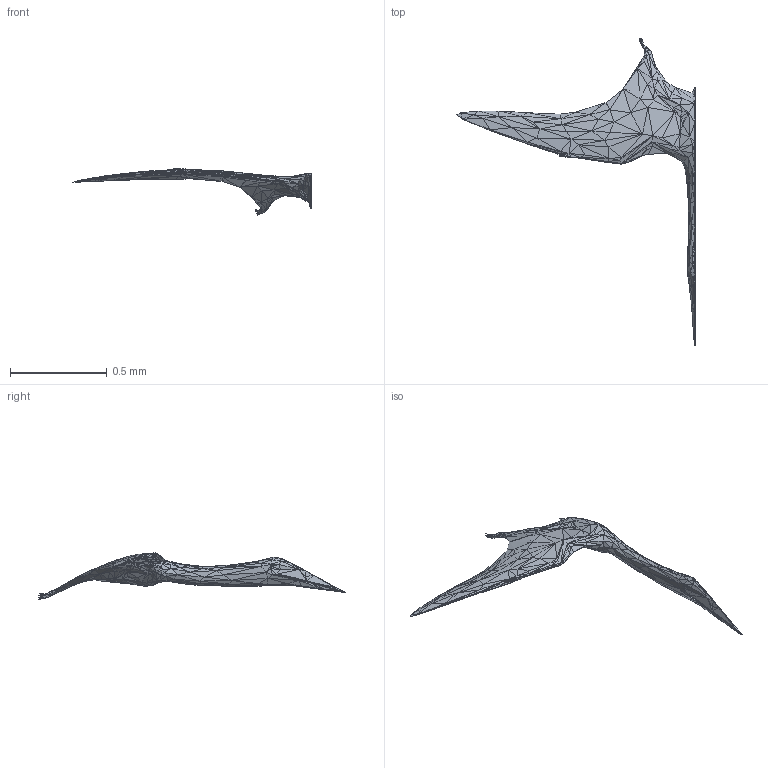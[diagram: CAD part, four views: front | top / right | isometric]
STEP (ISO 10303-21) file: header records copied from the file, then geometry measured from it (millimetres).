
FILE_DESCRIPTION(('FreeCAD Model'),'2;1');
FILE_NAME('Open CASCADE Shape Model','2023-02-25T19:51:29',('Author'),( ''),'Open CASCADE STEP processor 7.6','FreeCAD','Unknown');
FILE_SCHEMA(('AUTOMOTIVE_DESIGN { 1 0 10303 214 1 1 1 1 }'));
Products named in the file (1): half_ptero_reducedx2001
Bounding box: 1.23 x 1.58 x 0.24 mm (x, y, z)
Surface area: 1 mm2 (no closed solid volume)
Topology: 0 solids, 926 shells, 926 faces, 2778 edges, 2778 vertices
Faces by surface type: plane 926
Entity records: 59283 total; most frequent: CARTESIAN_POINT 9261, DIRECTION 7410, LINE 5556, VECTOR 5556, ORIENTED_EDGE 2778, EDGE_CURVE 2778, VERTEX_POINT 2778, SURFACE_CURVE 2778
